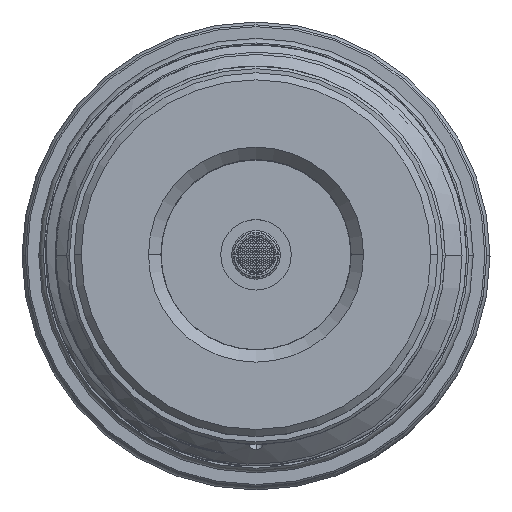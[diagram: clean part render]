
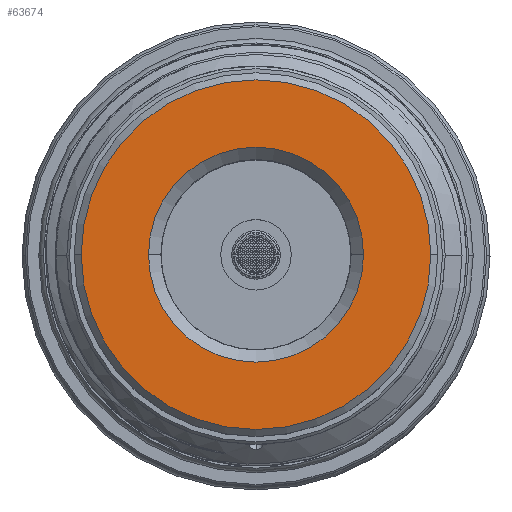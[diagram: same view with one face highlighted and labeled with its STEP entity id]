
A CAD part, top view. The second image highlights one B-rep face of the part: STEP entity #63674.
In plain terms, the highlighted planar face has unit normal (0, 0, 1).
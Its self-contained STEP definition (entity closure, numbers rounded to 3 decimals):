
#452 = CARTESIAN_POINT ( 'NONE',  ( 0., 0., 85.713 ) ) ;
#1806 = EDGE_CURVE ( 'NONE', #22303, #63993, #25071, .T. ) ;
#2557 = EDGE_CURVE ( 'NONE', #98641, #67491, #61723, .T. ) ;
#15020 = DIRECTION ( 'NONE',  ( 0., 0., 1. ) ) ;
#17048 = CIRCLE ( 'NONE', #44954, 19.84 ) ;
#19623 = EDGE_CURVE ( 'NONE', #63993, #22303, #17048, .T. ) ;
#22303 = VERTEX_POINT ( 'NONE', #71837 ) ;
#24811 = ORIENTED_EDGE ( 'NONE', *, *, #2557, .F. ) ;
#24975 = DIRECTION ( 'NONE',  ( 0., 0., -1. ) ) ;
#25071 = CIRCLE ( 'NONE', #95609, 19.84 ) ;
#25306 = DIRECTION ( 'NONE',  ( -1., 0., 0. ) ) ;
#26194 = EDGE_CURVE ( 'NONE', #67491, #98641, #30018, .T. ) ;
#28786 = EDGE_LOOP ( 'NONE', ( #81297, #92972 ) ) ;
#30018 = CIRCLE ( 'NONE', #79335, 12.2 ) ;
#31754 = FACE_BOUND ( 'NONE', #79994, .T. ) ;
#34330 = DIRECTION ( 'NONE',  ( 0., 0., -1. ) ) ;
#37094 = DIRECTION ( 'NONE',  ( 0., 0., -1. ) ) ;
#42215 = PLANE ( 'NONE',  #98111 ) ;
#44954 = AXIS2_PLACEMENT_3D ( 'NONE', #48939, #24975, #25306 ) ;
#45725 = ORIENTED_EDGE ( 'NONE', *, *, #26194, .F. ) ;
#48939 = CARTESIAN_POINT ( 'NONE',  ( 0., 0., 85.713 ) ) ;
#49294 = CARTESIAN_POINT ( 'NONE',  ( 0., 0., 85.713 ) ) ;
#50164 = FACE_OUTER_BOUND ( 'NONE', #28786, .T. ) ;
#50389 = AXIS2_PLACEMENT_3D ( 'NONE', #49294, #71198, #64361 ) ;
#57637 = DIRECTION ( 'NONE',  ( -1., 0., 0. ) ) ;
#61723 = CIRCLE ( 'NONE', #50389, 12.2 ) ;
#61951 = CARTESIAN_POINT ( 'NONE',  ( 0., 0., 85.713 ) ) ;
#63674 = ADVANCED_FACE ( 'NONE', ( #50164, #31754 ), #42215, .F. ) ;
#63993 = VERTEX_POINT ( 'NONE', #100696 ) ;
#64361 = DIRECTION ( 'NONE',  ( 1., 0., 0. ) ) ;
#67491 = VERTEX_POINT ( 'NONE', #94864 ) ;
#71198 = DIRECTION ( 'NONE',  ( 0., 0., 1. ) ) ;
#71837 = CARTESIAN_POINT ( 'NONE',  ( 19.84, 0., 85.713 ) ) ;
#76476 = DIRECTION ( 'NONE',  ( -1., 0., 0. ) ) ;
#79335 = AXIS2_PLACEMENT_3D ( 'NONE', #61951, #15020, #85540 ) ;
#79994 = EDGE_LOOP ( 'NONE', ( #45725, #24811 ) ) ;
#81297 = ORIENTED_EDGE ( 'NONE', *, *, #19623, .F. ) ;
#84196 = CARTESIAN_POINT ( 'NONE',  ( -12.2, 0., 85.713 ) ) ;
#85540 = DIRECTION ( 'NONE',  ( 1., 0., 0. ) ) ;
#92972 = ORIENTED_EDGE ( 'NONE', *, *, #1806, .F. ) ;
#94864 = CARTESIAN_POINT ( 'NONE',  ( 12.2, 0., 85.713 ) ) ;
#95609 = AXIS2_PLACEMENT_3D ( 'NONE', #452, #37094, #76476 ) ;
#96970 = CARTESIAN_POINT ( 'NONE',  ( 0., 0., 85.713 ) ) ;
#98111 = AXIS2_PLACEMENT_3D ( 'NONE', #96970, #34330, #57637 ) ;
#98641 = VERTEX_POINT ( 'NONE', #84196 ) ;
#100696 = CARTESIAN_POINT ( 'NONE',  ( -19.84, 0., 85.713 ) ) ;
